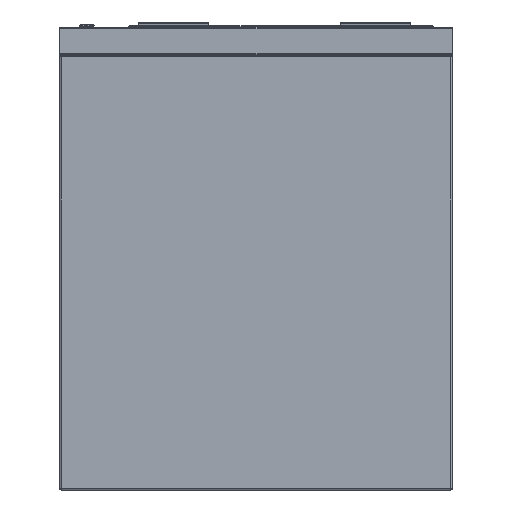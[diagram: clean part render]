
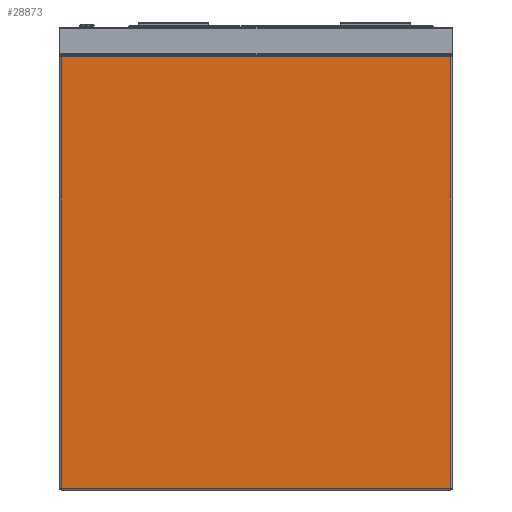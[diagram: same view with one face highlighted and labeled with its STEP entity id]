
A CAD part, left-side view. The second image highlights one B-rep face of the part: STEP entity #28873.
In plain terms, the highlighted planar face has unit normal (-1, 0, 0).
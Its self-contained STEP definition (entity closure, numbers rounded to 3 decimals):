
#663 = LINE ( 'NONE', #30894, #1284 ) ;
#844 = CARTESIAN_POINT ( 'NONE',  ( -750., 278., -660. ) ) ;
#1284 = VECTOR ( 'NONE', #11995, 1000. ) ;
#1300 = EDGE_CURVE ( 'NONE', #11489, #35644, #6130, .T. ) ;
#2121 = ORIENTED_EDGE ( 'NONE', *, *, #32845, .T. ) ;
#2648 = DIRECTION ( 'NONE',  ( -1., 0., 0. ) ) ;
#3271 = DIRECTION ( 'NONE',  ( 0., 0., -1. ) ) ;
#6130 = LINE ( 'NONE', #19826, #9208 ) ;
#7893 = PLANE ( 'NONE',  #23000 ) ;
#9100 = CARTESIAN_POINT ( 'NONE',  ( -750., -278., -658. ) ) ;
#9208 = VECTOR ( 'NONE', #22976, 1000. ) ;
#9965 = VERTEX_POINT ( 'NONE', #23245 ) ;
#10842 = DIRECTION ( 'NONE',  ( 0., 0., 1. ) ) ;
#11489 = VERTEX_POINT ( 'NONE', #9100 ) ;
#11995 = DIRECTION ( 'NONE',  ( 0., 1., 0. ) ) ;
#14336 = VERTEX_POINT ( 'NONE', #14526 ) ;
#14526 = CARTESIAN_POINT ( 'NONE',  ( -750., 278., -42. ) ) ;
#16736 = EDGE_LOOP ( 'NONE', ( #28395, #2121, #27658, #20928 ) ) ;
#16744 = FACE_OUTER_BOUND ( 'NONE', #16736, .T. ) ;
#19826 = CARTESIAN_POINT ( 'NONE',  ( -750., -278., -660. ) ) ;
#20928 = ORIENTED_EDGE ( 'NONE', *, *, #21772, .T. ) ;
#21772 = EDGE_CURVE ( 'NONE', #9965, #11489, #27264, .T. ) ;
#21853 = CARTESIAN_POINT ( 'NONE',  ( -750., -278., -42. ) ) ;
#22976 = DIRECTION ( 'NONE',  ( 0., 0., 1. ) ) ;
#23000 = AXIS2_PLACEMENT_3D ( 'NONE', #36186, #2648, #10842 ) ;
#23245 = CARTESIAN_POINT ( 'NONE',  ( -750., 278., -658. ) ) ;
#24919 = EDGE_CURVE ( 'NONE', #14336, #9965, #31443, .T. ) ;
#27264 = LINE ( 'NONE', #30030, #32191 ) ;
#27658 = ORIENTED_EDGE ( 'NONE', *, *, #24919, .T. ) ;
#28395 = ORIENTED_EDGE ( 'NONE', *, *, #1300, .T. ) ;
#28873 = ADVANCED_FACE ( 'Fl�che7', ( #16744 ), #7893, .T. ) ;
#30030 = CARTESIAN_POINT ( 'NONE',  ( -750., -280., -658. ) ) ;
#30894 = CARTESIAN_POINT ( 'NONE',  ( -750., 280., -42. ) ) ;
#31443 = LINE ( 'NONE', #844, #31684 ) ;
#31684 = VECTOR ( 'NONE', #3271, 1000. ) ;
#32191 = VECTOR ( 'NONE', #32988, 1000. ) ;
#32845 = EDGE_CURVE ( 'NONE', #35644, #14336, #663, .T. ) ;
#32988 = DIRECTION ( 'NONE',  ( 0., -1., 0. ) ) ;
#35644 = VERTEX_POINT ( 'NONE', #21853 ) ;
#36186 = CARTESIAN_POINT ( 'NONE',  ( -750., -280., -660. ) ) ;
